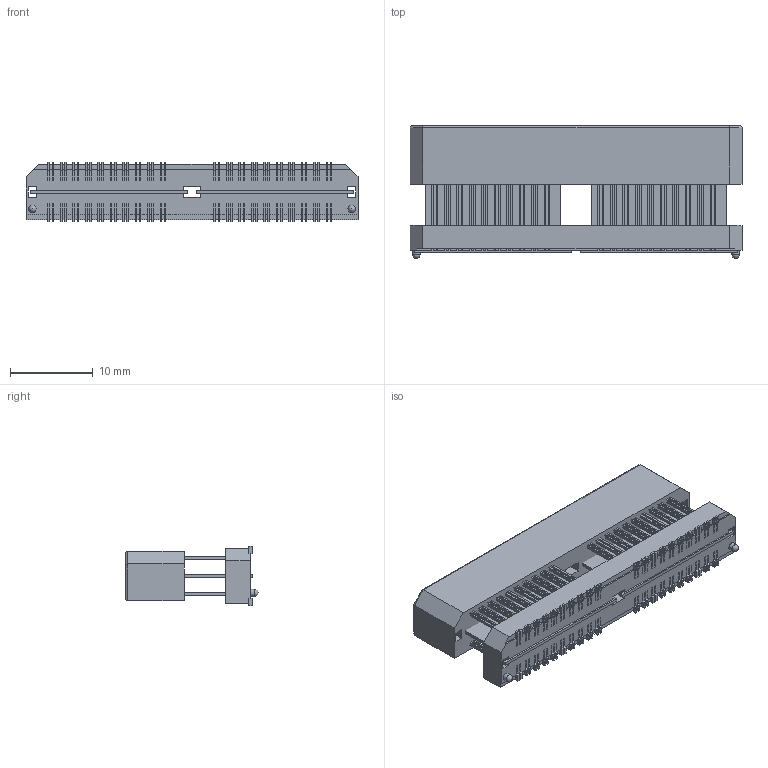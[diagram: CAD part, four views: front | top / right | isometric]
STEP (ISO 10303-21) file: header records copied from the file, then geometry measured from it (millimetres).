
FILE_DESCRIPTION(/* description */ ('STEP AP214'),/* implementation_level */ '2;1');
FILE_NAME(/* name */ 'QTH-040-04-L-D-DP-A',/* time_stamp */ '2023-04-08T04:48:11+02:00',/* author */ ('License CC BY-ND 4.0'),/* organization */ ('CADENAS'),/* preprocessor_version */ 'ST-DEVELOPER v19.3',/* originating_system */ 'PARTsolutions',/* authorisation */ ' ');
FILE_SCHEMA (('AUTOMOTIVE_DESIGN {1 0 10303 214 3 1 1}'));
Length unit declared in the file: inch
Products named in the file (5): QTH-040-04-L-D-DP-A; LTQTH-040-04-L-D-DP-A_lower_terminal; T-1G1-04_imp; T-1S60-04(-040-04-D-DP)_pin; TQTH-040-04-L-D-DP-A_terminal
Assembly tree (6 placements, depth 2):
  QTH-040-04-L-D-DP-A
    LTQTH-040-04-L-D-DP-A_lower_terminal
    T-1G1-04_imp  x2
    T-1S60-04(-040-04-D-DP)_pin  x2
    TQTH-040-04-L-D-DP-A_terminal
Bounding box: 40.01 x 16 x 7.11 mm (x, y, z)
Volume: 2343.1 mm3; surface area: 5306.4 mm2
Topology: 6 solids, 6 shells, 2142 faces, 6376 edges, 4246 vertices
Faces by surface type: plane 2054, cylinder 86, sphere 2
Full cylindrical faces by diameter (mm): 0.889 x2
Entity records: 43659 total; most frequent: CARTESIAN_POINT 7883, ORIENTED_EDGE 7864, DIRECTION 6690, EDGE_CURVE 3932, LINE 3840, VECTOR 3840, VERTEX_POINT 2618, AXIS2_PLACEMENT_3D 1425
